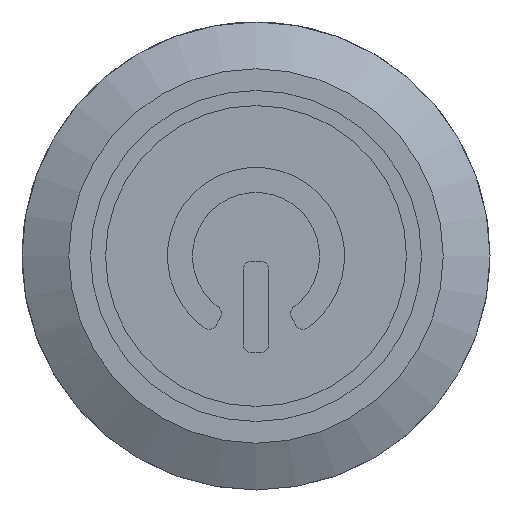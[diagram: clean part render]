
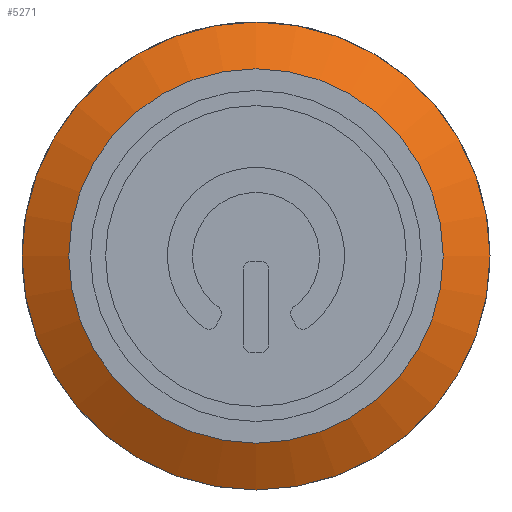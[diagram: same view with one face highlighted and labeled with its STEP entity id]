
A CAD part, left-side view. The second image highlights one B-rep face of the part: STEP entity #5271.
In plain terms, the highlighted conical face has half-angle 61.821 degrees and reference radius 12.6 mm.
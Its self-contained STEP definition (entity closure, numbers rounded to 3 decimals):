
#21=CONICAL_SURFACE('',#5739,12.6,1.079);
#685=LINE('',#8720,#1264);
#1264=VECTOR('',#7193,12.6);
#1561=FACE_OUTER_BOUND('',#1872,.T.);
#1872=EDGE_LOOP('',(#4719,#4720,#4721,#4722,#4723,#4724));
#2051=CIRCLE('',#5740,11.2);
#2052=CIRCLE('',#5741,11.2);
#2053=CIRCLE('',#5742,14.);
#2054=CIRCLE('',#5743,14.);
#2513=VERTEX_POINT('',#8715);
#2514=VERTEX_POINT('',#8716);
#2515=VERTEX_POINT('',#8719);
#2516=VERTEX_POINT('',#8721);
#3254=EDGE_CURVE('',#2513,#2514,#2051,.T.);
#3255=EDGE_CURVE('',#2514,#2513,#2052,.T.);
#3256=EDGE_CURVE('',#2514,#2515,#685,.T.);
#3257=EDGE_CURVE('',#2516,#2515,#2053,.T.);
#3258=EDGE_CURVE('',#2515,#2516,#2054,.T.);
#4719=ORIENTED_EDGE('',*,*,#3254,.F.);
#4720=ORIENTED_EDGE('',*,*,#3255,.F.);
#4721=ORIENTED_EDGE('',*,*,#3256,.T.);
#4722=ORIENTED_EDGE('',*,*,#3257,.F.);
#4723=ORIENTED_EDGE('',*,*,#3258,.F.);
#4724=ORIENTED_EDGE('',*,*,#3256,.F.);
#5271=ADVANCED_FACE('',(#1561),#21,.T.);
#5739=AXIS2_PLACEMENT_3D('',#8714,#7187,#7188);
#5740=AXIS2_PLACEMENT_3D('',#8717,#7189,#7190);
#5741=AXIS2_PLACEMENT_3D('',#8718,#7191,#7192);
#5742=AXIS2_PLACEMENT_3D('',#8722,#7194,#7195);
#5743=AXIS2_PLACEMENT_3D('',#8723,#7196,#7197);
#7187=DIRECTION('center_axis',(1.,0.,0.));
#7188=DIRECTION('ref_axis',(0.,1.,0.));
#7189=DIRECTION('center_axis',(-1.,0.,0.));
#7190=DIRECTION('ref_axis',(0.,1.,0.));
#7191=DIRECTION('center_axis',(-1.,0.,0.));
#7192=DIRECTION('ref_axis',(0.,1.,0.));
#7193=DIRECTION('',(0.472,-0.881,0.));
#7194=DIRECTION('center_axis',(1.,0.,0.));
#7195=DIRECTION('ref_axis',(0.,0.,1.));
#7196=DIRECTION('center_axis',(1.,0.,0.));
#7197=DIRECTION('ref_axis',(0.,0.,1.));
#8714=CARTESIAN_POINT('Origin',(-1.25,0.,0.));
#8715=CARTESIAN_POINT('',(-2.,11.2,0.));
#8716=CARTESIAN_POINT('',(-2.,-11.2,0.));
#8717=CARTESIAN_POINT('Origin',(-2.,0.,0.));
#8718=CARTESIAN_POINT('Origin',(-2.,0.,0.));
#8719=CARTESIAN_POINT('',(-0.5,-14.,0.));
#8720=CARTESIAN_POINT('',(-1.25,-12.6,0.));
#8721=CARTESIAN_POINT('',(-0.5,0.,-14.));
#8722=CARTESIAN_POINT('Origin',(-0.5,0.,0.));
#8723=CARTESIAN_POINT('Origin',(-0.5,0.,0.));
